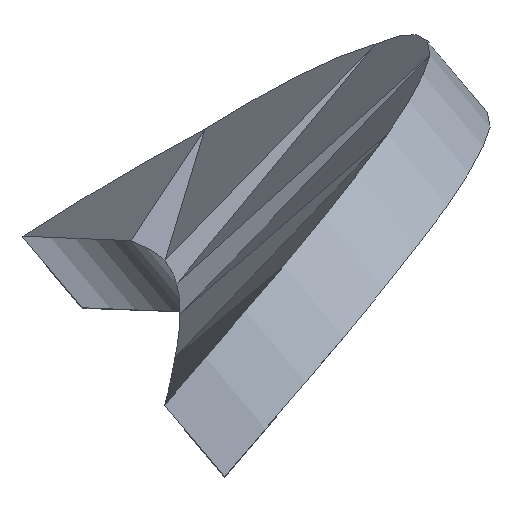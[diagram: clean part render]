
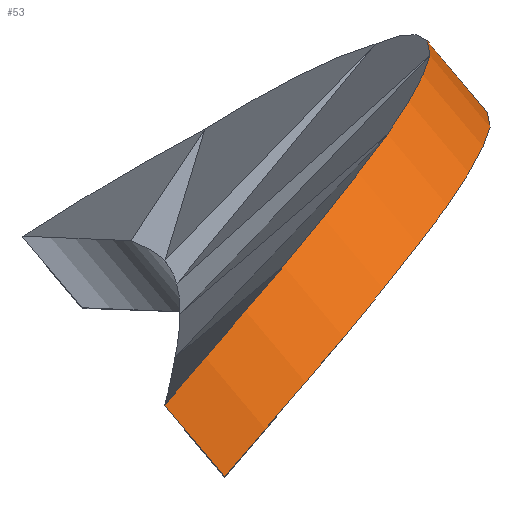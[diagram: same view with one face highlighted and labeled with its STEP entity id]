
A CAD part, top view. The second image highlights one B-rep face of the part: STEP entity #53.
In plain terms, the highlighted cylindrical face has radius 140 mm (diameter 280 mm), a partial arc.
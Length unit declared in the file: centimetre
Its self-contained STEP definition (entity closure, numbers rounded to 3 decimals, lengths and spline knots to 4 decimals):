
#53=ADVANCED_FACE('0:23',(#87),#88,.T.);
#87=FACE_OUTER_BOUND('',#148,.T.);
#88=CYLINDRICAL_SURFACE('',#149,14.0);
#148=EDGE_LOOP('',(#225,#226,#227,#228,#229,#230,#231,#232,#233,#234,#235,#236));
#149=AXIS2_PLACEMENT_3D('',#237,#238,#239);
#225=ORIENTED_EDGE('',*,*,#418,.T.);
#226=ORIENTED_EDGE('',*,*,#422,.F.);
#227=ORIENTED_EDGE('',*,*,#423,.F.);
#228=ORIENTED_EDGE('',*,*,#424,.F.);
#229=ORIENTED_EDGE('',*,*,#425,.F.);
#230=ORIENTED_EDGE('',*,*,#426,.F.);
#231=ORIENTED_EDGE('',*,*,#427,.F.);
#232=ORIENTED_EDGE('',*,*,#428,.F.);
#233=ORIENTED_EDGE('',*,*,#429,.F.);
#234=ORIENTED_EDGE('',*,*,#430,.F.);
#235=ORIENTED_EDGE('',*,*,#431,.F.);
#236=ORIENTED_EDGE('',*,*,#432,.F.);
#237=CARTESIAN_POINT('',(-1151.489,1103.9289,-553.0));
#238=DIRECTION('',(-0.643,0.766,0.));
#239=DIRECTION('',(-0.367,-0.308,0.878));
#418=EDGE_CURVE('',#484,#485,#486,.T.);
#422=EDGE_CURVE('0:119',#492,#485,#493,.T.);
#423=EDGE_CURVE('0:122',#494,#492,#495,.T.);
#424=EDGE_CURVE('0:125',#496,#494,#497,.T.);
#425=EDGE_CURVE('0:128',#498,#496,#499,.T.);
#426=EDGE_CURVE('0:131',#500,#498,#501,.T.);
#427=EDGE_CURVE('0:134',#502,#500,#503,.F.);
#428=EDGE_CURVE('0:137',#504,#502,#505,.F.);
#429=EDGE_CURVE('0:140',#506,#504,#507,.F.);
#430=EDGE_CURVE('0:143',#508,#506,#509,.F.);
#431=EDGE_CURVE('0:146',#510,#508,#511,.F.);
#432=EDGE_CURVE('0:107',#484,#510,#512,.F.);
#484=VERTEX_POINT('',#570);
#485=VERTEX_POINT('',#571);
#486=LINE('',#572,#573);
#492=VERTEX_POINT('',#580);
#493=ELLIPSE('',#581,14.2938,14.0);
#494=VERTEX_POINT('',#582);
#495=ELLIPSE('',#583,14.2347,14.0);
#496=VERTEX_POINT('',#584);
#497=ELLIPSE('',#585,14.2024,14.0);
#498=VERTEX_POINT('',#586);
#499=ELLIPSE('',#587,14.1975,14.0);
#500=VERTEX_POINT('',#588);
#501=ELLIPSE('',#589,14.194,14.0);
#502=VERTEX_POINT('',#590);
#503=LINE('',#591,#592);
#504=VERTEX_POINT('',#593);
#505=ELLIPSE('',#594,14.194,14.0);
#506=VERTEX_POINT('',#595);
#507=ELLIPSE('',#596,14.1975,14.0);
#508=VERTEX_POINT('',#597);
#509=ELLIPSE('',#598,14.2024,14.0);
#510=VERTEX_POINT('',#599);
#511=ELLIPSE('',#600,14.2347,14.0);
#512=ELLIPSE('',#601,14.2938,14.0);
#570=CARTESIAN_POINT('',(-1162.436,1127.4171,-565.2862));
#571=CARTESIAN_POINT('',(-1164.3644,1129.7152,-565.2862));
#572=CARTESIAN_POINT('',(-1161.6733,1126.5081,-565.2862));
#573=VECTOR('',#690,1.0);
#580=CARTESIAN_POINT('',(-1158.8985,1132.4415,-558.9949));
#581=AXIS2_PLACEMENT_3D('',#698,#699,#700);
#582=CARTESIAN_POINT('',(-1157.1341,1132.0621,-550.4147));
#583=AXIS2_PLACEMENT_3D('',#701,#702,#703);
#584=CARTESIAN_POINT('',(-1158.495,1129.525,-544.45));
#585=AXIS2_PLACEMENT_3D('',#704,#705,#706);
#586=CARTESIAN_POINT('',(-1161.8316,1125.2855,-540.2601));
#587=AXIS2_PLACEMENT_3D('',#707,#708,#709);
#588=CARTESIAN_POINT('',(-1165.6551,1120.8115,-539.));
#589=AXIS2_PLACEMENT_3D('',#710,#711,#712);
#590=CARTESIAN_POINT('',(-1163.7267,1118.5133,-539.));
#591=CARTESIAN_POINT('',(-1151.489,1103.9289,-539.0));
#592=VECTOR('',#713,1.0);
#593=CARTESIAN_POINT('',(-1159.9033,1122.9874,-540.2601));
#594=AXIS2_PLACEMENT_3D('',#714,#715,#716);
#595=CARTESIAN_POINT('',(-1156.5667,1127.2269,-544.45));
#596=AXIS2_PLACEMENT_3D('',#717,#718,#719);
#597=CARTESIAN_POINT('',(-1155.2057,1129.764,-550.4147));
#598=AXIS2_PLACEMENT_3D('',#720,#721,#722);
#599=CARTESIAN_POINT('',(-1156.9701,1130.1434,-558.9949));
#600=AXIS2_PLACEMENT_3D('',#723,#724,#725);
#601=AXIS2_PLACEMENT_3D('',#726,#727,#728);
#690=DIRECTION('',(-0.643,0.766,0.));
#698=CARTESIAN_POINT('',(-1167.9896,1123.5937,-553.));
#699=DIRECTION('',(-0.612,0.765,0.2));
#700=DIRECTION('',(0.214,-0.084,0.973));
#701=CARTESIAN_POINT('',(-1167.4324,1122.9295,-553.));
#702=DIRECTION('',(-0.677,0.715,0.171));
#703=DIRECTION('',(-0.13,-0.345,0.93));
#704=CARTESIAN_POINT('',(-1166.9028,1122.2984,-553.));
#705=DIRECTION('',(-0.718,0.684,0.127));
#706=DIRECTION('',(-0.385,-0.543,0.746));
#707=CARTESIAN_POINT('',(-1166.2784,1121.5543,-553.));
#708=DIRECTION('',(-0.75,0.658,0.069));
#709=DIRECTION('',(-0.581,-0.704,0.409));
#710=CARTESIAN_POINT('',(-1165.6551,1120.8115,-553.));
#711=DIRECTION('',(-0.76,0.65,0.));
#712=DIRECTION('',(-0.65,-0.76,0.));
#713=DIRECTION('',(0.643,-0.766,0.));
#714=CARTESIAN_POINT('',(-1163.7267,1118.5133,-553.));
#715=DIRECTION('',(-0.76,0.65,0.));
#716=DIRECTION('',(-0.65,-0.76,0.));
#717=CARTESIAN_POINT('',(-1164.35,1119.2561,-553.));
#718=DIRECTION('',(-0.75,0.658,0.069));
#719=DIRECTION('',(-0.581,-0.704,0.409));
#720=CARTESIAN_POINT('',(-1164.9744,1120.0003,-553.));
#721=DIRECTION('',(-0.718,0.684,0.127));
#722=DIRECTION('',(-0.385,-0.543,0.746));
#723=CARTESIAN_POINT('',(-1165.504,1120.6314,-553.));
#724=DIRECTION('',(-0.677,0.715,0.171));
#725=DIRECTION('',(-0.13,-0.345,0.93));
#726=CARTESIAN_POINT('',(-1166.0613,1121.2955,-553.));
#727=DIRECTION('',(-0.612,0.765,0.2));
#728=DIRECTION('',(0.214,-0.084,0.973));
